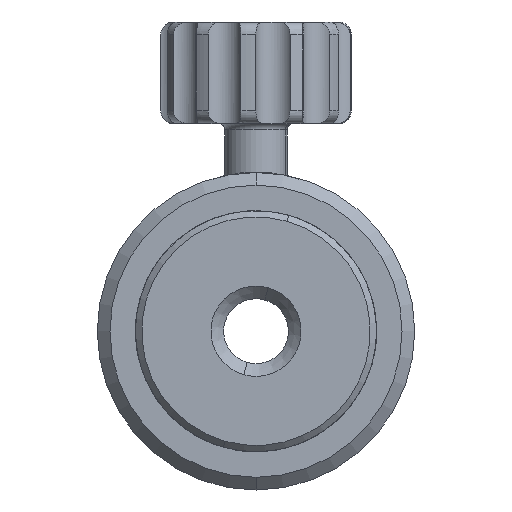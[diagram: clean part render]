
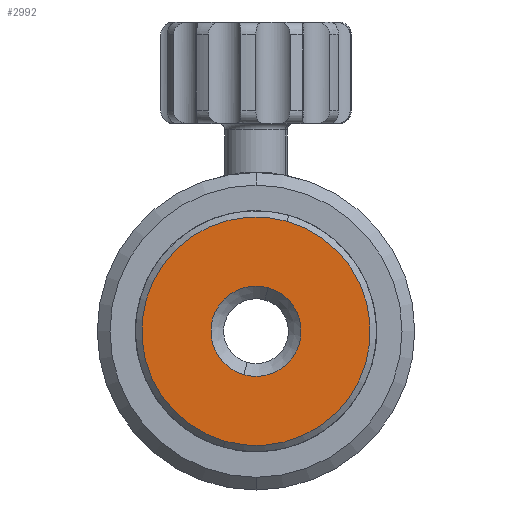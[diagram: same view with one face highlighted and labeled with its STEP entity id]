
A CAD part, front view. The second image highlights one B-rep face of the part: STEP entity #2992.
In plain terms, the highlighted planar face has unit normal (0, -1, 0).
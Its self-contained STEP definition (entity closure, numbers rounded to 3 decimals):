
#61 = DIRECTION ( 'NONE',  ( 0., 1., 0. ) ) ;
#69 = VERTEX_POINT ( 'NONE', #3498 ) ;
#170 = EDGE_LOOP ( 'NONE', ( #2980, #574 ) ) ;
#344 = AXIS2_PLACEMENT_3D ( 'NONE', #2673, #970, #1847 ) ;
#362 = CARTESIAN_POINT ( 'NONE',  ( 2.451, -9.728, 8.66 ) ) ;
#390 = DIRECTION ( 'NONE',  ( 0.272, 0., 0.962 ) ) ;
#399 = CARTESIAN_POINT ( 'NONE',  ( 0., -9.728, 0. ) ) ;
#499 = AXIS2_PLACEMENT_3D ( 'NONE', #399, #1527, #390 ) ;
#574 = ORIENTED_EDGE ( 'NONE', *, *, #678, .T. ) ;
#678 = EDGE_CURVE ( 'NONE', #69, #2164, #3064, .T. ) ;
#839 = DIRECTION ( 'NONE',  ( 0., -1., 0. ) ) ;
#846 = DIRECTION ( 'NONE',  ( 0., 1., 0. ) ) ;
#872 = DIRECTION ( 'NONE',  ( 0.272, 0., 0.962 ) ) ;
#970 = DIRECTION ( 'NONE',  ( 0., -1., 0. ) ) ;
#1103 = CARTESIAN_POINT ( 'NONE',  ( 0., -9.728, 0. ) ) ;
#1224 = VERTEX_POINT ( 'NONE', #2181 ) ;
#1316 = CARTESIAN_POINT ( 'NONE',  ( -0.967, -9.728, -3.418 ) ) ;
#1498 = ORIENTED_EDGE ( 'NONE', *, *, #3401, .T. ) ;
#1506 = AXIS2_PLACEMENT_3D ( 'NONE', #2014, #846, #872 ) ;
#1527 = DIRECTION ( 'NONE',  ( 0., 1., 0. ) ) ;
#1530 = CIRCLE ( 'NONE', #3070, 9. ) ;
#1745 = CIRCLE ( 'NONE', #2182, 3.553 ) ;
#1782 = CARTESIAN_POINT ( 'NONE',  ( 0., -9.728, 0. ) ) ;
#1847 = DIRECTION ( 'NONE',  ( 0.272, 0., 0.962 ) ) ;
#2014 = CARTESIAN_POINT ( 'NONE',  ( 0., -9.728, 0. ) ) ;
#2145 = CIRCLE ( 'NONE', #1506, 3.553 ) ;
#2164 = VERTEX_POINT ( 'NONE', #362 ) ;
#2181 = CARTESIAN_POINT ( 'NONE',  ( 0.967, -9.728, 3.418 ) ) ;
#2182 = AXIS2_PLACEMENT_3D ( 'NONE', #1782, #61, #2624 ) ;
#2361 = PLANE ( 'NONE',  #499 ) ;
#2499 = FACE_OUTER_BOUND ( 'NONE', #170, .T. ) ;
#2624 = DIRECTION ( 'NONE',  ( 0.272, 0., 0.962 ) ) ;
#2673 = CARTESIAN_POINT ( 'NONE',  ( 0., -9.728, 0. ) ) ;
#2712 = EDGE_CURVE ( 'NONE', #2879, #1224, #1745, .T. ) ;
#2799 = DIRECTION ( 'NONE',  ( 0.272, 0., 0.962 ) ) ;
#2879 = VERTEX_POINT ( 'NONE', #1316 ) ;
#2928 = EDGE_CURVE ( 'NONE', #2164, #69, #1530, .T. ) ;
#2980 = ORIENTED_EDGE ( 'NONE', *, *, #2928, .T. ) ;
#2992 = ADVANCED_FACE ( 'NONE', ( #3224, #2499 ), #2361, .F. ) ;
#3008 = EDGE_LOOP ( 'NONE', ( #3434, #1498 ) ) ;
#3064 = CIRCLE ( 'NONE', #344, 9. ) ;
#3070 = AXIS2_PLACEMENT_3D ( 'NONE', #1103, #839, #2799 ) ;
#3224 = FACE_BOUND ( 'NONE', #3008, .T. ) ;
#3401 = EDGE_CURVE ( 'NONE', #1224, #2879, #2145, .T. ) ;
#3434 = ORIENTED_EDGE ( 'NONE', *, *, #2712, .T. ) ;
#3498 = CARTESIAN_POINT ( 'NONE',  ( -2.451, -9.728, -8.66 ) ) ;
